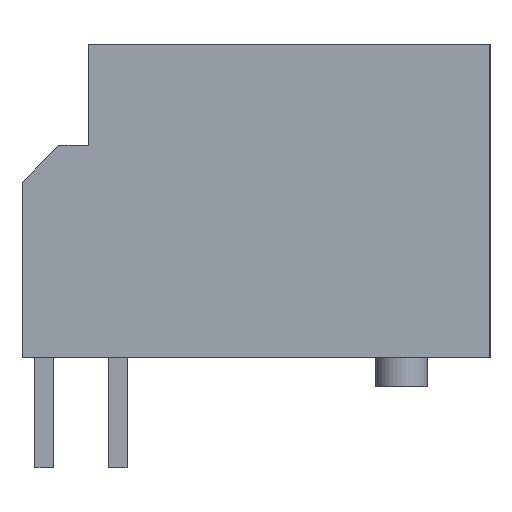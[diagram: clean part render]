
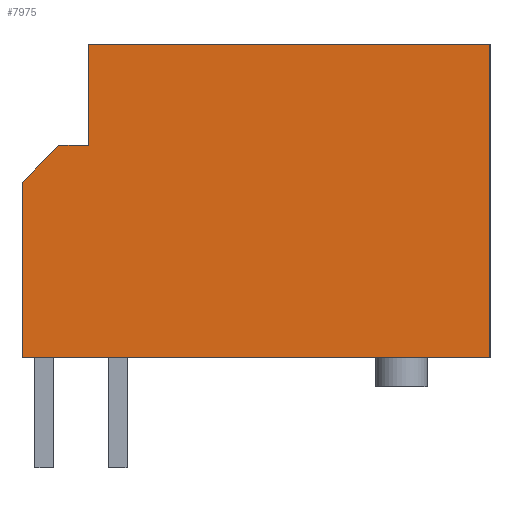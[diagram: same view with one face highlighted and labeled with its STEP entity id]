
A CAD part, left-side view. The second image highlights one B-rep face of the part: STEP entity #7975.
In plain terms, the highlighted planar face has unit normal (-1, 0, 0).
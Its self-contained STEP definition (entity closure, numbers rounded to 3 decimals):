
#3331 = PLANE('',#3332);
#3332 = AXIS2_PLACEMENT_3D('',#3333,#3334,#3335);
#3333 = CARTESIAN_POINT('',(-2.,-12.1,8.5));
#3334 = DIRECTION('',(0.,1.,0.));
#3335 = DIRECTION('',(0.,0.,-1.));
#6844 = VERTEX_POINT('',#6845);
#6845 = CARTESIAN_POINT('',(-2.,-12.1,8.5));
#6859 = PLANE('',#6860);
#6860 = AXIS2_PLACEMENT_3D('',#6861,#6862,#6863);
#6861 = CARTESIAN_POINT('',(-2.,-12.1,8.5));
#6862 = DIRECTION('',(0.,0.,-1.));
#6863 = DIRECTION('',(0.,-1.,0.));
#6871 = EDGE_CURVE('',#6872,#6844,#6874,.T.);
#6872 = VERTEX_POINT('',#6873);
#6873 = CARTESIAN_POINT('',(-2.,-12.1,0.));
#6874 = SURFACE_CURVE('',#6875,(#6879,#6886),.PCURVE_S1.);
#6875 = LINE('',#6876,#6877);
#6876 = CARTESIAN_POINT('',(-2.,-12.1,8.5));
#6877 = VECTOR('',#6878,1.);
#6878 = DIRECTION('',(0.,0.,1.));
#6879 = PCURVE('',#3331,#6880);
#6880 = DEFINITIONAL_REPRESENTATION('',(#6881),#6885);
#6881 = LINE('',#6882,#6883);
#6882 = CARTESIAN_POINT('',(0.,0.));
#6883 = VECTOR('',#6884,1.);
#6884 = DIRECTION('',(-1.,0.));
#6885 = ( GEOMETRIC_REPRESENTATION_CONTEXT(2) 
PARAMETRIC_REPRESENTATION_CONTEXT() REPRESENTATION_CONTEXT('2D SPACE',''
  ) );
#6886 = PCURVE('',#6887,#6892);
#6887 = PLANE('',#6888);
#6888 = AXIS2_PLACEMENT_3D('',#6889,#6890,#6891);
#6889 = CARTESIAN_POINT('',(-2.,0.6,8.5));
#6890 = DIRECTION('',(-1.,0.,0.));
#6891 = DIRECTION('',(0.,0.,-1.));
#6892 = DEFINITIONAL_REPRESENTATION('',(#6893),#6897);
#6893 = LINE('',#6894,#6895);
#6894 = CARTESIAN_POINT('',(0.,12.7));
#6895 = VECTOR('',#6896,1.);
#6896 = DIRECTION('',(-1.,0.));
#6897 = ( GEOMETRIC_REPRESENTATION_CONTEXT(2) 
PARAMETRIC_REPRESENTATION_CONTEXT() REPRESENTATION_CONTEXT('2D SPACE',''
  ) );
#6915 = PLANE('',#6916);
#6916 = AXIS2_PLACEMENT_3D('',#6917,#6918,#6919);
#6917 = CARTESIAN_POINT('',(-2.,-12.1,0.));
#6918 = DIRECTION('',(0.,0.,1.));
#6919 = DIRECTION('',(0.,1.,0.));
#7500 = EDGE_CURVE('',#7501,#6872,#7503,.T.);
#7501 = VERTEX_POINT('',#7502);
#7502 = CARTESIAN_POINT('',(-2.,0.6,0.));
#7503 = SURFACE_CURVE('',#7504,(#7508,#7515),.PCURVE_S1.);
#7504 = LINE('',#7505,#7506);
#7505 = CARTESIAN_POINT('',(-2.,-12.1,0.));
#7506 = VECTOR('',#7507,1.);
#7507 = DIRECTION('',(0.,-1.,0.));
#7508 = PCURVE('',#6915,#7509);
#7509 = DEFINITIONAL_REPRESENTATION('',(#7510),#7514);
#7510 = LINE('',#7511,#7512);
#7511 = CARTESIAN_POINT('',(0.,0.));
#7512 = VECTOR('',#7513,1.);
#7513 = DIRECTION('',(-1.,0.));
#7514 = ( GEOMETRIC_REPRESENTATION_CONTEXT(2) 
PARAMETRIC_REPRESENTATION_CONTEXT() REPRESENTATION_CONTEXT('2D SPACE',''
  ) );
#7515 = PCURVE('',#6887,#7516);
#7516 = DEFINITIONAL_REPRESENTATION('',(#7517),#7521);
#7517 = LINE('',#7518,#7519);
#7518 = CARTESIAN_POINT('',(8.5,12.7));
#7519 = VECTOR('',#7520,1.);
#7520 = DIRECTION('',(0.,1.));
#7521 = ( GEOMETRIC_REPRESENTATION_CONTEXT(2) 
PARAMETRIC_REPRESENTATION_CONTEXT() REPRESENTATION_CONTEXT('2D SPACE',''
  ) );
#7539 = PLANE('',#7540);
#7540 = AXIS2_PLACEMENT_3D('',#7541,#7542,#7543);
#7541 = CARTESIAN_POINT('',(-2.,0.6,4.75));
#7542 = DIRECTION('',(0.,-1.,0.));
#7543 = DIRECTION('',(0.,0.,1.));
#7822 = VERTEX_POINT('',#7823);
#7823 = CARTESIAN_POINT('',(-2.,-1.2,8.5));
#7837 = PLANE('',#7838);
#7838 = AXIS2_PLACEMENT_3D('',#7839,#7840,#7841);
#7839 = CARTESIAN_POINT('',(-2.,-1.2,5.75));
#7840 = DIRECTION('',(0.,-1.,0.));
#7841 = DIRECTION('',(0.,0.,1.));
#7849 = EDGE_CURVE('',#6844,#7822,#7850,.T.);
#7850 = SURFACE_CURVE('',#7851,(#7855,#7862),.PCURVE_S1.);
#7851 = LINE('',#7852,#7853);
#7852 = CARTESIAN_POINT('',(-2.,-12.1,8.5));
#7853 = VECTOR('',#7854,1.);
#7854 = DIRECTION('',(0.,1.,0.));
#7855 = PCURVE('',#6859,#7856);
#7856 = DEFINITIONAL_REPRESENTATION('',(#7857),#7861);
#7857 = LINE('',#7858,#7859);
#7858 = CARTESIAN_POINT('',(0.,0.));
#7859 = VECTOR('',#7860,1.);
#7860 = DIRECTION('',(-1.,0.));
#7861 = ( GEOMETRIC_REPRESENTATION_CONTEXT(2) 
PARAMETRIC_REPRESENTATION_CONTEXT() REPRESENTATION_CONTEXT('2D SPACE',''
  ) );
#7862 = PCURVE('',#6887,#7863);
#7863 = DEFINITIONAL_REPRESENTATION('',(#7864),#7868);
#7864 = LINE('',#7865,#7866);
#7865 = CARTESIAN_POINT('',(0.,12.7));
#7866 = VECTOR('',#7867,1.);
#7867 = DIRECTION('',(0.,-1.));
#7868 = ( GEOMETRIC_REPRESENTATION_CONTEXT(2) 
PARAMETRIC_REPRESENTATION_CONTEXT() REPRESENTATION_CONTEXT('2D SPACE',''
  ) );
#7975 = ADVANCED_FACE('',(#7976),#6887,.T.);
#7976 = FACE_BOUND('',#7977,.T.);
#7977 = EDGE_LOOP('',(#7978,#7979,#8002,#8030,#8058,#8079,#8080));
#7978 = ORIENTED_EDGE('',*,*,#7849,.T.);
#7979 = ORIENTED_EDGE('',*,*,#7980,.T.);
#7980 = EDGE_CURVE('',#7822,#7981,#7983,.T.);
#7981 = VERTEX_POINT('',#7982);
#7982 = CARTESIAN_POINT('',(-2.,-1.2,5.75));
#7983 = SURFACE_CURVE('',#7984,(#7988,#7995),.PCURVE_S1.);
#7984 = LINE('',#7985,#7986);
#7985 = CARTESIAN_POINT('',(-2.,-1.2,5.75));
#7986 = VECTOR('',#7987,1.);
#7987 = DIRECTION('',(0.,0.,-1.));
#7988 = PCURVE('',#6887,#7989);
#7989 = DEFINITIONAL_REPRESENTATION('',(#7990),#7994);
#7990 = LINE('',#7991,#7992);
#7991 = CARTESIAN_POINT('',(2.75,1.8));
#7992 = VECTOR('',#7993,1.);
#7993 = DIRECTION('',(1.,0.));
#7994 = ( GEOMETRIC_REPRESENTATION_CONTEXT(2) 
PARAMETRIC_REPRESENTATION_CONTEXT() REPRESENTATION_CONTEXT('2D SPACE',''
  ) );
#7995 = PCURVE('',#7837,#7996);
#7996 = DEFINITIONAL_REPRESENTATION('',(#7997),#8001);
#7997 = LINE('',#7998,#7999);
#7998 = CARTESIAN_POINT('',(0.,0.));
#7999 = VECTOR('',#8000,1.);
#8000 = DIRECTION('',(-1.,0.));
#8001 = ( GEOMETRIC_REPRESENTATION_CONTEXT(2) 
PARAMETRIC_REPRESENTATION_CONTEXT() REPRESENTATION_CONTEXT('2D SPACE',''
  ) );
#8002 = ORIENTED_EDGE('',*,*,#8003,.T.);
#8003 = EDGE_CURVE('',#7981,#8004,#8006,.T.);
#8004 = VERTEX_POINT('',#8005);
#8005 = CARTESIAN_POINT('',(-2.,-0.4,5.75));
#8006 = SURFACE_CURVE('',#8007,(#8011,#8018),.PCURVE_S1.);
#8007 = LINE('',#8008,#8009);
#8008 = CARTESIAN_POINT('',(-2.,-0.4,5.75));
#8009 = VECTOR('',#8010,1.);
#8010 = DIRECTION('',(0.,1.,0.));
#8011 = PCURVE('',#6887,#8012);
#8012 = DEFINITIONAL_REPRESENTATION('',(#8013),#8017);
#8013 = LINE('',#8014,#8015);
#8014 = CARTESIAN_POINT('',(2.75,1.));
#8015 = VECTOR('',#8016,1.);
#8016 = DIRECTION('',(0.,-1.));
#8017 = ( GEOMETRIC_REPRESENTATION_CONTEXT(2) 
PARAMETRIC_REPRESENTATION_CONTEXT() REPRESENTATION_CONTEXT('2D SPACE',''
  ) );
#8018 = PCURVE('',#8019,#8024);
#8019 = PLANE('',#8020);
#8020 = AXIS2_PLACEMENT_3D('',#8021,#8022,#8023);
#8021 = CARTESIAN_POINT('',(-2.,-0.4,5.75));
#8022 = DIRECTION('',(0.,0.,-1.));
#8023 = DIRECTION('',(0.,-1.,0.));
#8024 = DEFINITIONAL_REPRESENTATION('',(#8025),#8029);
#8025 = LINE('',#8026,#8027);
#8026 = CARTESIAN_POINT('',(0.,0.));
#8027 = VECTOR('',#8028,1.);
#8028 = DIRECTION('',(-1.,0.));
#8029 = ( GEOMETRIC_REPRESENTATION_CONTEXT(2) 
PARAMETRIC_REPRESENTATION_CONTEXT() REPRESENTATION_CONTEXT('2D SPACE',''
  ) );
#8030 = ORIENTED_EDGE('',*,*,#8031,.T.);
#8031 = EDGE_CURVE('',#8004,#8032,#8034,.T.);
#8032 = VERTEX_POINT('',#8033);
#8033 = CARTESIAN_POINT('',(-2.,0.6,4.75));
#8034 = SURFACE_CURVE('',#8035,(#8039,#8046),.PCURVE_S1.);
#8035 = LINE('',#8036,#8037);
#8036 = CARTESIAN_POINT('',(-2.,0.6,4.75));
#8037 = VECTOR('',#8038,1.);
#8038 = DIRECTION('',(0.,0.707,
    -0.707));
#8039 = PCURVE('',#6887,#8040);
#8040 = DEFINITIONAL_REPRESENTATION('',(#8041),#8045);
#8041 = LINE('',#8042,#8043);
#8042 = CARTESIAN_POINT('',(3.75,0.));
#8043 = VECTOR('',#8044,1.);
#8044 = DIRECTION('',(0.707,-0.707));
#8045 = ( GEOMETRIC_REPRESENTATION_CONTEXT(2) 
PARAMETRIC_REPRESENTATION_CONTEXT() REPRESENTATION_CONTEXT('2D SPACE',''
  ) );
#8046 = PCURVE('',#8047,#8052);
#8047 = PLANE('',#8048);
#8048 = AXIS2_PLACEMENT_3D('',#8049,#8050,#8051);
#8049 = CARTESIAN_POINT('',(-2.,0.6,4.75));
#8050 = DIRECTION('',(0.,-0.707,
    -0.707));
#8051 = DIRECTION('',(0.,-0.707,0.707
    ));
#8052 = DEFINITIONAL_REPRESENTATION('',(#8053),#8057);
#8053 = LINE('',#8054,#8055);
#8054 = CARTESIAN_POINT('',(0.,0.));
#8055 = VECTOR('',#8056,1.);
#8056 = DIRECTION('',(-1.,0.));
#8057 = ( GEOMETRIC_REPRESENTATION_CONTEXT(2) 
PARAMETRIC_REPRESENTATION_CONTEXT() REPRESENTATION_CONTEXT('2D SPACE',''
  ) );
#8058 = ORIENTED_EDGE('',*,*,#8059,.T.);
#8059 = EDGE_CURVE('',#8032,#7501,#8060,.T.);
#8060 = SURFACE_CURVE('',#8061,(#8065,#8072),.PCURVE_S1.);
#8061 = LINE('',#8062,#8063);
#8062 = CARTESIAN_POINT('',(-2.,0.6,4.75));
#8063 = VECTOR('',#8064,1.);
#8064 = DIRECTION('',(0.,0.,-1.));
#8065 = PCURVE('',#6887,#8066);
#8066 = DEFINITIONAL_REPRESENTATION('',(#8067),#8071);
#8067 = LINE('',#8068,#8069);
#8068 = CARTESIAN_POINT('',(3.75,0.));
#8069 = VECTOR('',#8070,1.);
#8070 = DIRECTION('',(1.,0.));
#8071 = ( GEOMETRIC_REPRESENTATION_CONTEXT(2) 
PARAMETRIC_REPRESENTATION_CONTEXT() REPRESENTATION_CONTEXT('2D SPACE',''
  ) );
#8072 = PCURVE('',#7539,#8073);
#8073 = DEFINITIONAL_REPRESENTATION('',(#8074),#8078);
#8074 = LINE('',#8075,#8076);
#8075 = CARTESIAN_POINT('',(0.,0.));
#8076 = VECTOR('',#8077,1.);
#8077 = DIRECTION('',(-1.,0.));
#8078 = ( GEOMETRIC_REPRESENTATION_CONTEXT(2) 
PARAMETRIC_REPRESENTATION_CONTEXT() REPRESENTATION_CONTEXT('2D SPACE',''
  ) );
#8079 = ORIENTED_EDGE('',*,*,#7500,.T.);
#8080 = ORIENTED_EDGE('',*,*,#6871,.T.);
